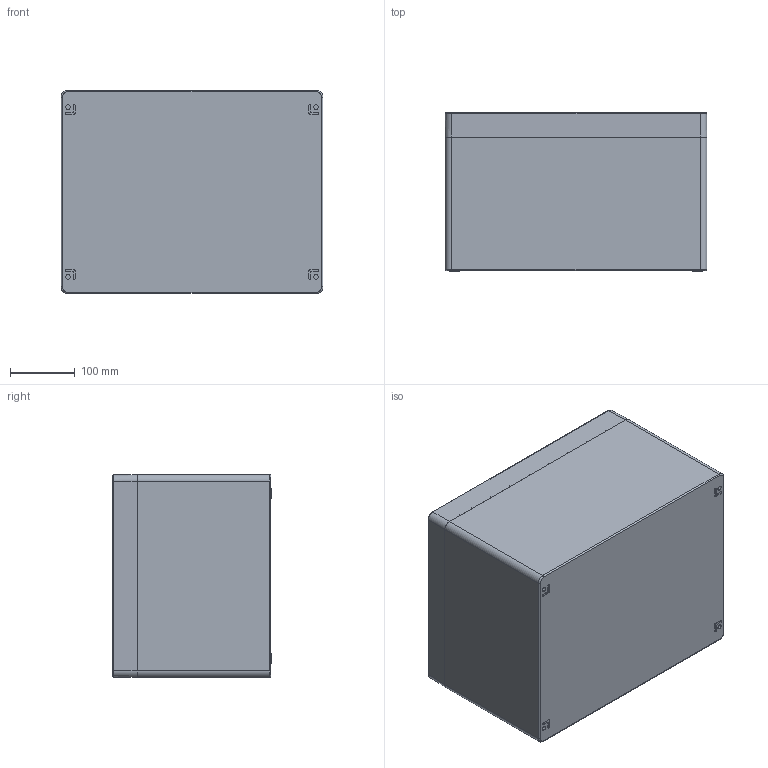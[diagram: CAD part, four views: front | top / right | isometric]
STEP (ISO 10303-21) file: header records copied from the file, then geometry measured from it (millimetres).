
FILE_DESCRIPTION (( 'STEP AP214' ), '1' );
FILE_NAME ('13240000.STEP', '2016-03-17T13:12:57', ( 'Macha' ), ( 'Hewlett-Packard Company' ), 'SwSTEP 2.0', 'SolidWorks 2015', '' );
FILE_SCHEMA (( 'AUTOMOTIVE_DESIGN' ));
Length unit declared in the file: millimetre
Products named in the file (5): 13240000; 93261; 93117; 09071_Bearbeitung nach Zeichng. 13-2-090710-01-0; 03713_Bearbeitung nach Zeichng. 01-2-037130-01-0
Assembly tree (7 placements, depth 2):
  13240000
    03713_Bearbeitung nach Zeichng. 01-2-037130-01-0
    09071_Bearbeitung nach Zeichng. 13-2-090710-01-0
    93117
    93261  x4
Bounding box: 404 x 245 x 313 mm (x, y, z)
Volume: 3380448.2 mm3; surface area: 1041389 mm2
Topology: 8 solids, 8 shells, 1055 faces, 2562 edges, 1599 vertices
Faces by surface type: plane 471, cylinder 202, bspline 178, cone 170, torus 34
Entity records: 39077 total; most frequent: CARTESIAN_POINT 16782, ORIENTED_EDGE 4704, DIRECTION 4056, EDGE_CURVE 2352, VERTEX_POINT 1500, VECTOR 1360, LINE 1360, AXIS2_PLACEMENT_3D 1348
